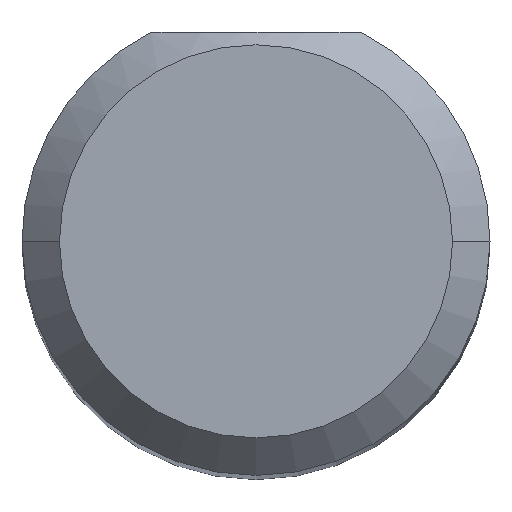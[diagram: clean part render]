
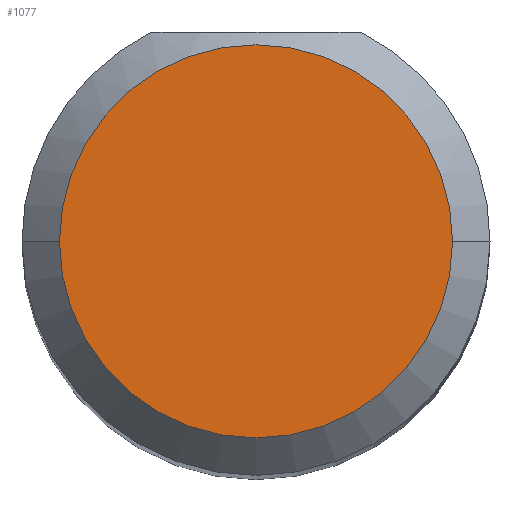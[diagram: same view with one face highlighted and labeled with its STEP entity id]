
A CAD part, top view. The second image highlights one B-rep face of the part: STEP entity #1077.
In plain terms, the highlighted planar face has unit normal (0, 0, 1).
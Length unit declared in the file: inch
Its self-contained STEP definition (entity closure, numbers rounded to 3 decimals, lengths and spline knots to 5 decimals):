
#80 = DIRECTION ( 'NONE',  ( 0., 0., 1. ) ) ;
#88 = AXIS2_PLACEMENT_3D ( 'NONE', #419, #739, #426 ) ;
#189 = CARTESIAN_POINT ( 'NONE',  ( 0., 0., 2. ) ) ;
#206 = EDGE_CURVE ( 'NONE', #1028, #397, #865, .T. ) ;
#288 = ORIENTED_EDGE ( 'NONE', *, *, #567, .T. ) ;
#338 = CARTESIAN_POINT ( 'NONE',  ( -0.07875, 0., 2. ) ) ;
#397 = VERTEX_POINT ( 'NONE', #338 ) ;
#419 = CARTESIAN_POINT ( 'NONE',  ( 0., 0., 2. ) ) ;
#426 = DIRECTION ( 'NONE',  ( 1., 0., 0. ) ) ;
#429 = DIRECTION ( 'NONE',  ( 1., 0., 0. ) ) ;
#473 = CARTESIAN_POINT ( 'NONE',  ( 0.07875, 0., 2. ) ) ;
#545 = ORIENTED_EDGE ( 'NONE', *, *, #206, .T. ) ;
#567 = EDGE_CURVE ( 'NONE', #397, #1028, #1019, .T. ) ;
#597 = CARTESIAN_POINT ( 'NONE',  ( 0., 0., 2. ) ) ;
#739 = DIRECTION ( 'NONE',  ( 0., 0., 1. ) ) ;
#801 = EDGE_LOOP ( 'NONE', ( #288, #545 ) ) ;
#812 = AXIS2_PLACEMENT_3D ( 'NONE', #597, #1029, #866 ) ;
#827 = FACE_OUTER_BOUND ( 'NONE', #801, .T. ) ;
#865 = CIRCLE ( 'NONE', #1047, 0.07875 ) ;
#866 = DIRECTION ( 'NONE',  ( 1., 0., 0. ) ) ;
#1010 = PLANE ( 'NONE',  #88 ) ;
#1019 = CIRCLE ( 'NONE', #812, 0.07875 ) ;
#1028 = VERTEX_POINT ( 'NONE', #473 ) ;
#1029 = DIRECTION ( 'NONE',  ( 0., 0., 1. ) ) ;
#1047 = AXIS2_PLACEMENT_3D ( 'NONE', #189, #80, #429 ) ;
#1077 = ADVANCED_FACE ( 'NONE', ( #827 ), #1010, .T. ) ;
